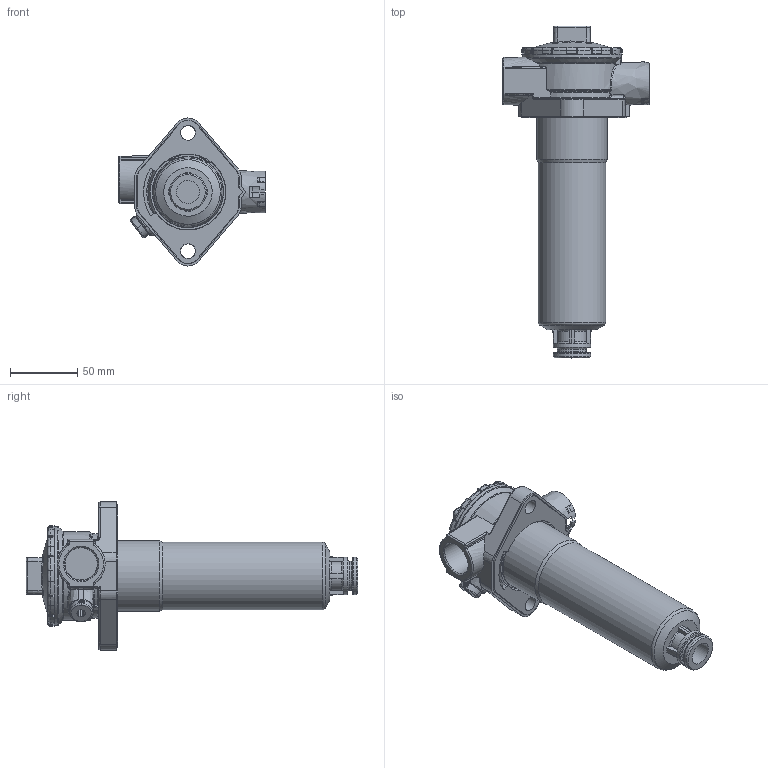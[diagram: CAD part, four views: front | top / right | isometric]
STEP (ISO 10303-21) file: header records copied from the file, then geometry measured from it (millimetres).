
FILE_DESCRIPTION((''),'2;1');
FILE_NAME('Ruecklauffilter14993500(237232).stp','2013-04-12T15:51:37',('User'),('SDRC'),'I-DEAS Master Series 9','UNIX','Yes');
FILE_SCHEMA(('AUTOMOTIVE_DESIGN { 1 0 10303 214 1 1 1 1 }'));
Length unit declared in the file: millimetre
Products named in the file (1): 14993500(237232)
Bounding box: 109 x 246.7 x 110 mm (x, y, z)
Volume: 566222.5 mm3; surface area: 76825.6 mm2
Topology: 2 solids, 3 shells, 833 faces, 2130 edges, 1292 vertices
Faces by surface type: bspline 833
Entity records: 30739 total; most frequent: CARTESIAN_POINT 19091, ORIENTED_EDGE 4148, EDGE_CURVE 2074, VERTEX_POINT 1270, B_SPLINE_CURVE_WITH_KNOTS 1097, EDGE_LOOP 860, FACE_OUTER_BOUND 832, ADVANCED_FACE 832
